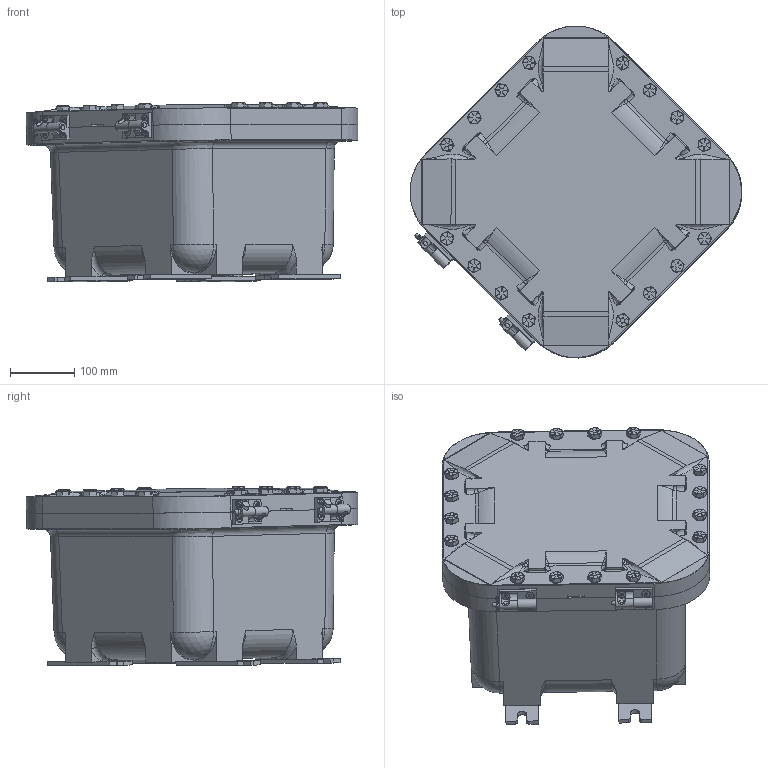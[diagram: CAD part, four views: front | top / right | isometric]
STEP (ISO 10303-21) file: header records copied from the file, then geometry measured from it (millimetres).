
FILE_DESCRIPTION(/* description */ (''),/* implementation_level */ '2;1');
FILE_NAME(/* name */ 'KIL_EXB-12128 N34.stp',/* time_stamp */ '2017-11-21T08:44:32+05:00',/* author */ ('ypadmaraja'),/* organization */ (''),/* preprocessor_version */ 'ST-DEVELOPER v16.13',/* originating_system */ 'Autodesk Inventor 2018',/* authorisation */ '');
FILE_SCHEMA (('AUTOMOTIVE_DESIGN { 1 0 10303 214 3 1 1 }'));
Products named in the file (20): EXB-12128 N34; 14485; 14512; Hinge 11B; 18094; Hinge 11T; 18095; 18093; SAE J487a - 1/8 x 3/4    Extended Prong Square Cut Type; 0106275B; 16972AAAB; 0720361B_MIR; 0720361B; 18147AABB; KIT-346; 18238AAAB; 18243; ANSI B18.6.3 - 1/4-20 UNC x 1; ANSI B18.6.3 - 4-40 x 3/8; ASME B18.21.1 - 1/4
Assembly tree (53 placements, depth 3):
  EXB-12128 N34
    14485
    14512
    Hinge 11B
      18094
      18093
    Hinge 11T
      18095
      18093
      SAE J487a - 1/8 x 3/4    Extended Prong Square Cut Type
    0106275B  x4
    18147AABB  x8
    16972AAAB  x8
    0720361B  x12
    0720361B_MIR  x4
    KIT-346
      18238AAAB
      18243
      ANSI B18.6.3 - 1/4-20 UNC x 1  x2
      ANSI B18.6.3 - 4-40 x 3/8
      ASME B18.21.1 - 1/4  x2
Bounding box: 517.82 x 517.82 x 279.32 mm (x, y, z)
Volume: 13346882.6 mm3; surface area: 1421158.1 mm2
Topology: 52 solids, 52 shells, 2772 faces, 7224 edges, 4582 vertices
Faces by surface type: plane 1826, cylinder 392, cone 356, bspline 132, torus 58, sphere 8
Full cylindrical faces by diameter (mm): 2.779 x1, 2.845 x1, 3.048 x1, 4.953 x1, 5.613 x8, 6.198 x8, 6.35 x2, 6.746 x8, 7.798 x16, 7.938 x4, 8.075 x2, 8.077 x4, 9.286 x8, 10.312 x8, 10.592 x16, 12.418 x8, 12.423 x16, 13.208 x2, 13.494 x20, 19.05 x16
Entity records: 48252 total; most frequent: CARTESIAN_POINT 24644, ORIENTED_EDGE 4672, DIRECTION 4579, EDGE_CURVE 2336, AXIS2_PLACEMENT_3D 1792, VERTEX_POINT 1548, EDGE_LOOP 1232, LINE 995
